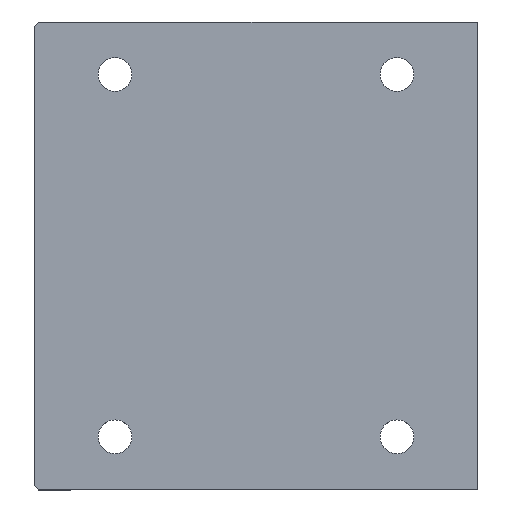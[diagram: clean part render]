
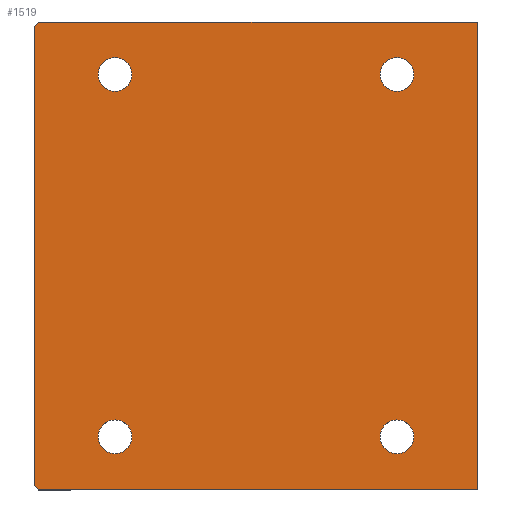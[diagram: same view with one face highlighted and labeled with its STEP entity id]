
A CAD part, top view. The second image highlights one B-rep face of the part: STEP entity #1519.
In plain terms, the highlighted planar face has unit normal (0, 0, 1).
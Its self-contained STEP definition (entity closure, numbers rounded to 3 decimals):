
#10 = FACE_BOUND ( 'NONE', #1581, .T. ) ;
#29 = CARTESIAN_POINT ( 'NONE',  ( 45., 6.5, 0. ) ) ;
#30 = EDGE_CURVE ( 'NONE', #1339, #58, #923, .T. ) ;
#42 = CIRCLE ( 'NONE', #974, 2.1 ) ;
#53 = VECTOR ( 'NONE', #281, 1000. ) ;
#58 = VERTEX_POINT ( 'NONE', #1529 ) ;
#73 = DIRECTION ( 'NONE',  ( 0., -1., 0. ) ) ;
#75 = CARTESIAN_POINT ( 'NONE',  ( 55., 58., 0. ) ) ;
#83 = EDGE_LOOP ( 'NONE', ( #1133, #702 ) ) ;
#86 = VERTEX_POINT ( 'NONE', #769 ) ;
#90 = CARTESIAN_POINT ( 'NONE',  ( 10., 51.5, 0. ) ) ;
#110 = EDGE_CURVE ( 'NONE', #895, #86, #1184, .T. ) ;
#113 = LINE ( 'NONE', #947, #738 ) ;
#116 = ORIENTED_EDGE ( 'NONE', *, *, #195, .T. ) ;
#137 = CARTESIAN_POINT ( 'NONE',  ( 55., 0., 0. ) ) ;
#155 = DIRECTION ( 'NONE',  ( 0., 0., 1. ) ) ;
#176 = DIRECTION ( 'NONE',  ( 0., 0., -1. ) ) ;
#178 = AXIS2_PLACEMENT_3D ( 'NONE', #29, #155, #1147 ) ;
#195 = EDGE_CURVE ( 'NONE', #660, #235, #113, .T. ) ;
#230 = VERTEX_POINT ( 'NONE', #1192 ) ;
#235 = VERTEX_POINT ( 'NONE', #684 ) ;
#263 = LINE ( 'NONE', #137, #53 ) ;
#281 = DIRECTION ( 'NONE',  ( 1., 0., 0. ) ) ;
#283 = EDGE_CURVE ( 'NONE', #408, #230, #263, .T. ) ;
#293 = AXIS2_PLACEMENT_3D ( 'NONE', #918, #1039, #1155 ) ;
#303 = DIRECTION ( 'NONE',  ( -1., 0., 0. ) ) ;
#317 = AXIS2_PLACEMENT_3D ( 'NONE', #1053, #441, #805 ) ;
#326 = FACE_OUTER_BOUND ( 'NONE', #613, .T. ) ;
#328 = PLANE ( 'NONE',  #1086 ) ;
#330 = ORIENTED_EDGE ( 'NONE', *, *, #1495, .F. ) ;
#341 = CARTESIAN_POINT ( 'NONE',  ( 55., 58., 0. ) ) ;
#358 = CIRCLE ( 'NONE', #1237, 2.1 ) ;
#366 = CARTESIAN_POINT ( 'NONE',  ( 0., 57.5, 0. ) ) ;
#391 = EDGE_CURVE ( 'NONE', #58, #1339, #1178, .T. ) ;
#400 = CARTESIAN_POINT ( 'NONE',  ( 45., 51.5, 0. ) ) ;
#408 = VERTEX_POINT ( 'NONE', #1534 ) ;
#441 = DIRECTION ( 'NONE',  ( 0., 0., 1. ) ) ;
#449 = LINE ( 'NONE', #1496, #1569 ) ;
#483 = VECTOR ( 'NONE', #753, 1000. ) ;
#526 = DIRECTION ( 'NONE',  ( 1., 0., 0. ) ) ;
#530 = CARTESIAN_POINT ( 'NONE',  ( 45., 6.5, 0. ) ) ;
#554 = DIRECTION ( 'NONE',  ( 0., 0., 1. ) ) ;
#568 = EDGE_CURVE ( 'NONE', #1591, #1016, #449, .T. ) ;
#578 = CARTESIAN_POINT ( 'NONE',  ( 0.5, 58., 0. ) ) ;
#613 = EDGE_LOOP ( 'NONE', ( #745, #1553, #116, #909, #652, #679 ) ) ;
#633 = DIRECTION ( 'NONE',  ( 0., -1., 0. ) ) ;
#639 = EDGE_CURVE ( 'NONE', #235, #408, #1360, .T. ) ;
#640 = CARTESIAN_POINT ( 'NONE',  ( 55., 58., 0. ) ) ;
#646 = FACE_BOUND ( 'NONE', #1516, .T. ) ;
#652 = ORIENTED_EDGE ( 'NONE', *, *, #283, .T. ) ;
#660 = VERTEX_POINT ( 'NONE', #366 ) ;
#667 = CIRCLE ( 'NONE', #1599, 2.1 ) ;
#668 = CARTESIAN_POINT ( 'NONE',  ( 42.9, 6.5, 0. ) ) ;
#679 = ORIENTED_EDGE ( 'NONE', *, *, #1153, .F. ) ;
#684 = CARTESIAN_POINT ( 'NONE',  ( 0., 0.5, 0. ) ) ;
#702 = ORIENTED_EDGE ( 'NONE', *, *, #30, .F. ) ;
#707 = CARTESIAN_POINT ( 'NONE',  ( 10., 6.5, 0. ) ) ;
#728 = CARTESIAN_POINT ( 'NONE',  ( 0., 0.5, 0. ) ) ;
#738 = VECTOR ( 'NONE', #73, 1000. ) ;
#745 = ORIENTED_EDGE ( 'NONE', *, *, #568, .F. ) ;
#753 = DIRECTION ( 'NONE',  ( 0.707, -0.707, 0. ) ) ;
#763 = VERTEX_POINT ( 'NONE', #1072 ) ;
#769 = CARTESIAN_POINT ( 'NONE',  ( 47.1, 6.5, 0. ) ) ;
#772 = VECTOR ( 'NONE', #1207, 1000. ) ;
#778 = DIRECTION ( 'NONE',  ( 0., 0., 1. ) ) ;
#784 = ORIENTED_EDGE ( 'NONE', *, *, #110, .F. ) ;
#805 = DIRECTION ( 'NONE',  ( 1., 0., 0. ) ) ;
#822 = DIRECTION ( 'NONE',  ( 1., 0., 0. ) ) ;
#835 = CARTESIAN_POINT ( 'NONE',  ( 0.5, 58., 0. ) ) ;
#883 = ORIENTED_EDGE ( 'NONE', *, *, #1205, .F. ) ;
#892 = LINE ( 'NONE', #640, #1105 ) ;
#895 = VERTEX_POINT ( 'NONE', #668 ) ;
#909 = ORIENTED_EDGE ( 'NONE', *, *, #639, .T. ) ;
#918 = CARTESIAN_POINT ( 'NONE',  ( 45., 51.5, 0. ) ) ;
#923 = CIRCLE ( 'NONE', #1317, 2.1 ) ;
#925 = DIRECTION ( 'NONE',  ( 0., 0., 1. ) ) ;
#942 = ORIENTED_EDGE ( 'NONE', *, *, #954, .F. ) ;
#947 = CARTESIAN_POINT ( 'NONE',  ( 0., 58., 0. ) ) ;
#954 = EDGE_CURVE ( 'NONE', #1128, #1036, #42, .T. ) ;
#958 = DIRECTION ( 'NONE',  ( 0., 0., 1. ) ) ;
#974 = AXIS2_PLACEMENT_3D ( 'NONE', #707, #1095, #1568 ) ;
#977 = ORIENTED_EDGE ( 'NONE', *, *, #1609, .F. ) ;
#999 = DIRECTION ( 'NONE',  ( 1., 0., 0. ) ) ;
#1016 = VERTEX_POINT ( 'NONE', #341 ) ;
#1031 = CARTESIAN_POINT ( 'NONE',  ( 12.1, 6.5, 0. ) ) ;
#1036 = VERTEX_POINT ( 'NONE', #1204 ) ;
#1039 = DIRECTION ( 'NONE',  ( 0., 0., 1. ) ) ;
#1053 = CARTESIAN_POINT ( 'NONE',  ( 10., 6.5, 0. ) ) ;
#1072 = CARTESIAN_POINT ( 'NONE',  ( 7.9, 51.5, 0. ) ) ;
#1086 = AXIS2_PLACEMENT_3D ( 'NONE', #75, #176, #303 ) ;
#1095 = DIRECTION ( 'NONE',  ( 0., 0., 1. ) ) ;
#1104 = LINE ( 'NONE', #578, #772 ) ;
#1105 = VECTOR ( 'NONE', #633, 1000. ) ;
#1116 = CARTESIAN_POINT ( 'NONE',  ( 42.9, 51.5, 0. ) ) ;
#1128 = VERTEX_POINT ( 'NONE', #1031 ) ;
#1133 = ORIENTED_EDGE ( 'NONE', *, *, #391, .F. ) ;
#1138 = FACE_BOUND ( 'NONE', #83, .T. ) ;
#1147 = DIRECTION ( 'NONE',  ( 1., 0., 0. ) ) ;
#1153 = EDGE_CURVE ( 'NONE', #1016, #230, #892, .T. ) ;
#1155 = DIRECTION ( 'NONE',  ( 1., 0., 0. ) ) ;
#1167 = EDGE_LOOP ( 'NONE', ( #977, #1538 ) ) ;
#1168 = DIRECTION ( 'NONE',  ( 1., 0., 0. ) ) ;
#1175 = FACE_BOUND ( 'NONE', #1167, .T. ) ;
#1178 = CIRCLE ( 'NONE', #293, 2.1 ) ;
#1184 = CIRCLE ( 'NONE', #178, 2.1 ) ;
#1192 = CARTESIAN_POINT ( 'NONE',  ( 55., 0., 0. ) ) ;
#1204 = CARTESIAN_POINT ( 'NONE',  ( 7.9, 6.5, 0. ) ) ;
#1205 = EDGE_CURVE ( 'NONE', #86, #895, #1330, .T. ) ;
#1207 = DIRECTION ( 'NONE',  ( -0.707, -0.707, 0. ) ) ;
#1237 = AXIS2_PLACEMENT_3D ( 'NONE', #90, #958, #1456 ) ;
#1304 = CARTESIAN_POINT ( 'NONE',  ( 10., 51.5, 0. ) ) ;
#1317 = AXIS2_PLACEMENT_3D ( 'NONE', #400, #778, #526 ) ;
#1328 = CIRCLE ( 'NONE', #317, 2.1 ) ;
#1330 = CIRCLE ( 'NONE', #1577, 2.1 ) ;
#1339 = VERTEX_POINT ( 'NONE', #1116 ) ;
#1360 = LINE ( 'NONE', #728, #483 ) ;
#1395 = VERTEX_POINT ( 'NONE', #1615 ) ;
#1444 = EDGE_CURVE ( 'NONE', #763, #1395, #667, .T. ) ;
#1456 = DIRECTION ( 'NONE',  ( 1., 0., 0. ) ) ;
#1495 = EDGE_CURVE ( 'NONE', #1036, #1128, #1328, .T. ) ;
#1496 = CARTESIAN_POINT ( 'NONE',  ( 55., 58., 0. ) ) ;
#1516 = EDGE_LOOP ( 'NONE', ( #883, #784 ) ) ;
#1519 = ADVANCED_FACE ( 'NONE', ( #10, #1175, #1138, #646, #326 ), #328, .F. ) ;
#1529 = CARTESIAN_POINT ( 'NONE',  ( 47.1, 51.5, 0. ) ) ;
#1534 = CARTESIAN_POINT ( 'NONE',  ( 0.5, 0., 0. ) ) ;
#1538 = ORIENTED_EDGE ( 'NONE', *, *, #1444, .F. ) ;
#1553 = ORIENTED_EDGE ( 'NONE', *, *, #1579, .T. ) ;
#1568 = DIRECTION ( 'NONE',  ( 1., 0., 0. ) ) ;
#1569 = VECTOR ( 'NONE', #999, 1000. ) ;
#1577 = AXIS2_PLACEMENT_3D ( 'NONE', #530, #925, #1168 ) ;
#1579 = EDGE_CURVE ( 'NONE', #1591, #660, #1104, .T. ) ;
#1581 = EDGE_LOOP ( 'NONE', ( #942, #330 ) ) ;
#1591 = VERTEX_POINT ( 'NONE', #835 ) ;
#1599 = AXIS2_PLACEMENT_3D ( 'NONE', #1304, #554, #822 ) ;
#1609 = EDGE_CURVE ( 'NONE', #1395, #763, #358, .T. ) ;
#1615 = CARTESIAN_POINT ( 'NONE',  ( 12.1, 51.5, 0. ) ) ;
